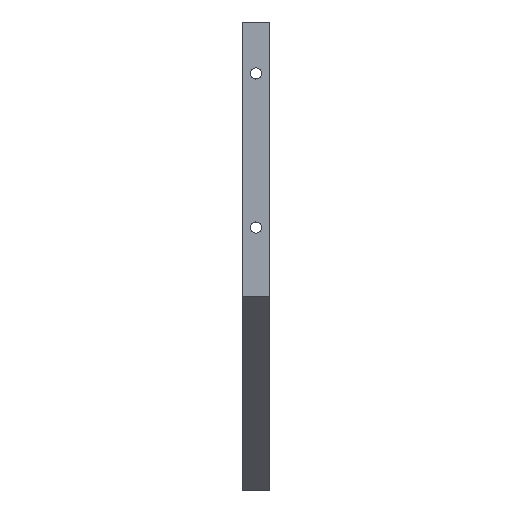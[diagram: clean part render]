
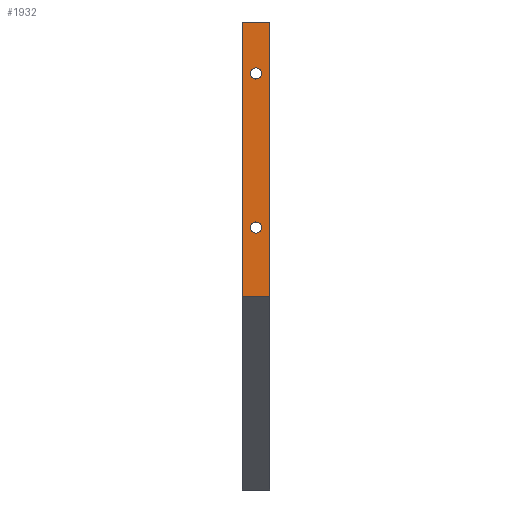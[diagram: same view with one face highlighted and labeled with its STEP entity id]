
A CAD part, left-side view. The second image highlights one B-rep face of the part: STEP entity #1932.
In plain terms, the highlighted planar face has unit normal (-1, 0, 0).
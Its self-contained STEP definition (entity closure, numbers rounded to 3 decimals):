
#18 = DIRECTION ( 'NONE',  ( 0., 0., 1. ) ) ;
#55 = AXIS2_PLACEMENT_3D ( 'NONE', #1417, #3739, #229 ) ;
#173 = ORIENTED_EDGE ( 'NONE', *, *, #4013, .T. ) ;
#215 = CARTESIAN_POINT ( 'NONE',  ( -167.5, 4., 25. ) ) ;
#229 = DIRECTION ( 'NONE',  ( 0., 0., -1. ) ) ;
#241 = AXIS2_PLACEMENT_3D ( 'NONE', #4124, #4527, #3358 ) ;
#284 = EDGE_CURVE ( 'NONE', #1026, #1371, #4441, .T. ) ;
#325 = DIRECTION ( 'NONE',  ( 0., 0., -1. ) ) ;
#375 = CARTESIAN_POINT ( 'NONE',  ( -167.5, 4., -20. ) ) ;
#453 = VERTEX_POINT ( 'NONE', #1573 ) ;
#490 = CARTESIAN_POINT ( 'NONE',  ( -167.5, 0., 40. ) ) ;
#616 = DIRECTION ( 'NONE',  ( 0., 0., -1. ) ) ;
#665 = EDGE_LOOP ( 'NONE', ( #2791, #3763 ) ) ;
#759 = EDGE_CURVE ( 'NONE', #3463, #1803, #2303, .T. ) ;
#883 = CARTESIAN_POINT ( 'NONE',  ( -167.5, 8., -40. ) ) ;
#904 = AXIS2_PLACEMENT_3D ( 'NONE', #215, #2961, #616 ) ;
#920 = LINE ( 'NONE', #1927, #2997 ) ;
#1026 = VERTEX_POINT ( 'NONE', #2989 ) ;
#1038 = ORIENTED_EDGE ( 'NONE', *, *, #4230, .T. ) ;
#1115 = DIRECTION ( 'NONE',  ( 1., 0., 0. ) ) ;
#1153 = LINE ( 'NONE', #883, #4512 ) ;
#1223 = DIRECTION ( 'NONE',  ( 0., 0., 1. ) ) ;
#1351 = EDGE_CURVE ( 'NONE', #1803, #3463, #1975, .T. ) ;
#1358 = CARTESIAN_POINT ( 'NONE',  ( -167.5, 4., -18.35 ) ) ;
#1371 = VERTEX_POINT ( 'NONE', #1358 ) ;
#1417 = CARTESIAN_POINT ( 'NONE',  ( -167.5, 8., 40. ) ) ;
#1503 = VERTEX_POINT ( 'NONE', #2270 ) ;
#1545 = LINE ( 'NONE', #4646, #2642 ) ;
#1547 = DIRECTION ( 'NONE',  ( 0., -1., 0. ) ) ;
#1573 = CARTESIAN_POINT ( 'NONE',  ( -167.5, 8., -40. ) ) ;
#1663 = FACE_BOUND ( 'NONE', #3894, .T. ) ;
#1803 = VERTEX_POINT ( 'NONE', #2104 ) ;
#1927 = CARTESIAN_POINT ( 'NONE',  ( -167.5, 8., 40. ) ) ;
#1932 = ADVANCED_FACE ( 'NONE', ( #4015, #1663, #5045 ), #3352, .F. ) ;
#1975 = CIRCLE ( 'NONE', #241, 1.65 ) ;
#2023 = EDGE_LOOP ( 'NONE', ( #4469, #4998, #2160, #1038 ) ) ;
#2104 = CARTESIAN_POINT ( 'NONE',  ( -167.5, 4., 26.65 ) ) ;
#2160 = ORIENTED_EDGE ( 'NONE', *, *, #3718, .F. ) ;
#2218 = VECTOR ( 'NONE', #1223, 1000. ) ;
#2270 = CARTESIAN_POINT ( 'NONE',  ( -167.5, 0., -40. ) ) ;
#2303 = CIRCLE ( 'NONE', #904, 1.65 ) ;
#2324 = VERTEX_POINT ( 'NONE', #3056 ) ;
#2334 = DIRECTION ( 'NONE',  ( 0., 0., -1. ) ) ;
#2642 = VECTOR ( 'NONE', #1547, 1000. ) ;
#2679 = DIRECTION ( 'NONE',  ( 1., 0., 0. ) ) ;
#2788 = EDGE_CURVE ( 'NONE', #5058, #2324, #1545, .T. ) ;
#2791 = ORIENTED_EDGE ( 'NONE', *, *, #759, .T. ) ;
#2961 = DIRECTION ( 'NONE',  ( 1., 0., 0. ) ) ;
#2989 = CARTESIAN_POINT ( 'NONE',  ( -167.5, 4., -21.65 ) ) ;
#2997 = VECTOR ( 'NONE', #18, 1000. ) ;
#3056 = CARTESIAN_POINT ( 'NONE',  ( -167.5, 0., 40. ) ) ;
#3089 = EDGE_CURVE ( 'NONE', #1503, #2324, #4307, .T. ) ;
#3352 = PLANE ( 'NONE',  #55 ) ;
#3358 = DIRECTION ( 'NONE',  ( 0., 0., -1. ) ) ;
#3359 = CARTESIAN_POINT ( 'NONE',  ( -167.5, 8., 40. ) ) ;
#3463 = VERTEX_POINT ( 'NONE', #3859 ) ;
#3625 = DIRECTION ( 'NONE',  ( 0., -1., 0. ) ) ;
#3718 = EDGE_CURVE ( 'NONE', #453, #5058, #920, .T. ) ;
#3739 = DIRECTION ( 'NONE',  ( 1., 0., 0. ) ) ;
#3763 = ORIENTED_EDGE ( 'NONE', *, *, #1351, .T. ) ;
#3859 = CARTESIAN_POINT ( 'NONE',  ( -167.5, 4., 23.35 ) ) ;
#3894 = EDGE_LOOP ( 'NONE', ( #4236, #173 ) ) ;
#3969 = AXIS2_PLACEMENT_3D ( 'NONE', #375, #1115, #2334 ) ;
#4013 = EDGE_CURVE ( 'NONE', #1371, #1026, #4403, .T. ) ;
#4015 = FACE_BOUND ( 'NONE', #665, .T. ) ;
#4124 = CARTESIAN_POINT ( 'NONE',  ( -167.5, 4., 25. ) ) ;
#4230 = EDGE_CURVE ( 'NONE', #453, #1503, #1153, .T. ) ;
#4236 = ORIENTED_EDGE ( 'NONE', *, *, #284, .T. ) ;
#4307 = LINE ( 'NONE', #490, #2218 ) ;
#4403 = CIRCLE ( 'NONE', #3969, 1.65 ) ;
#4441 = CIRCLE ( 'NONE', #4699, 1.65 ) ;
#4469 = ORIENTED_EDGE ( 'NONE', *, *, #3089, .T. ) ;
#4512 = VECTOR ( 'NONE', #3625, 1000. ) ;
#4527 = DIRECTION ( 'NONE',  ( 1., 0., 0. ) ) ;
#4646 = CARTESIAN_POINT ( 'NONE',  ( -167.5, 8., 40. ) ) ;
#4699 = AXIS2_PLACEMENT_3D ( 'NONE', #5019, #2679, #325 ) ;
#4998 = ORIENTED_EDGE ( 'NONE', *, *, #2788, .F. ) ;
#5019 = CARTESIAN_POINT ( 'NONE',  ( -167.5, 4., -20. ) ) ;
#5045 = FACE_OUTER_BOUND ( 'NONE', #2023, .T. ) ;
#5058 = VERTEX_POINT ( 'NONE', #3359 ) ;
